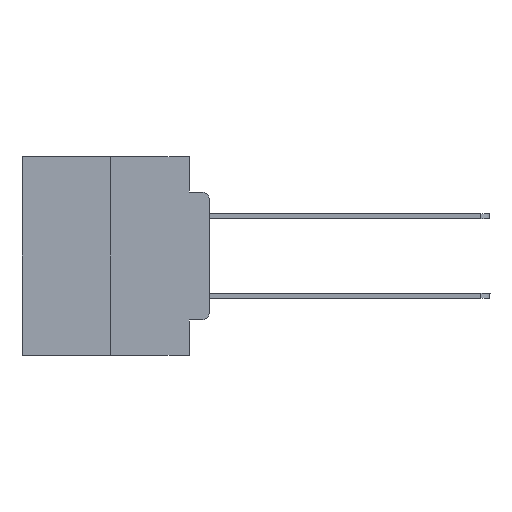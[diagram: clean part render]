
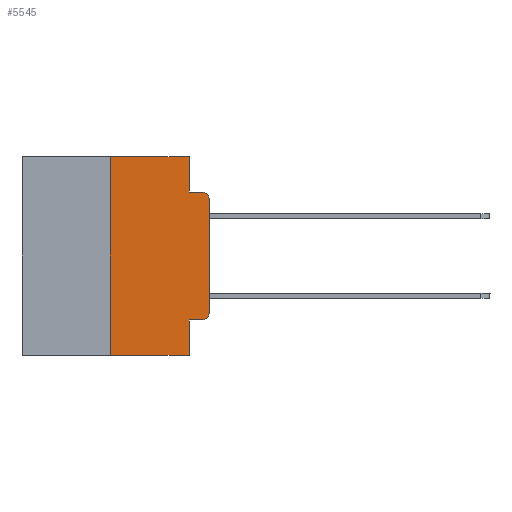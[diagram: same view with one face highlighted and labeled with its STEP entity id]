
A CAD part, left-side view. The second image highlights one B-rep face of the part: STEP entity #5545.
In plain terms, the highlighted planar face has unit normal (-1, 0, 0).
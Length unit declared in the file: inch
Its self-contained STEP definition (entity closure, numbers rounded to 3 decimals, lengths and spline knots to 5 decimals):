
#149 = DIRECTION ( 'NONE',  ( -1., 0., 0. ) ) ;
#460 = ORIENTED_EDGE ( 'NONE', *, *, #27157, .F. ) ;
#1343 = CARTESIAN_POINT ( 'NONE',  ( 0., 0.051, -0.4115 ) ) ;
#1882 = EDGE_LOOP ( 'NONE', ( #24061, #29255, #6754, #460, #28959, #17254, #14362, #3557, #16420, #9905 ) ) ;
#3178 = CARTESIAN_POINT ( 'NONE',  ( 0., 0.051, -0.5 ) ) ;
#3193 = VERTEX_POINT ( 'NONE', #18205 ) ;
#3557 = ORIENTED_EDGE ( 'NONE', *, *, #9244, .F. ) ;
#3567 = CARTESIAN_POINT ( 'NONE',  ( 0., 0., -0.1085 ) ) ;
#3767 = LINE ( 'NONE', #10771, #25219 ) ;
#3832 = CARTESIAN_POINT ( 'NONE',  ( 0., 0., -0.3915 ) ) ;
#3966 = AXIS2_PLACEMENT_3D ( 'NONE', #9842, #19034, #14724 ) ;
#4040 = VECTOR ( 'NONE', #22521, 39.37008 ) ;
#4170 = CIRCLE ( 'NONE', #20292, 0.02 ) ;
#4398 = CARTESIAN_POINT ( 'NONE',  ( 0., 0.473, -0.5 ) ) ;
#5511 = VECTOR ( 'NONE', #27581, 39.37008 ) ;
#5545 = ADVANCED_FACE ( 'NONE', ( #21103 ), #10123, .F. ) ;
#6754 = ORIENTED_EDGE ( 'NONE', *, *, #27595, .F. ) ;
#7267 = LINE ( 'NONE', #16020, #5511 ) ;
#7774 = VERTEX_POINT ( 'NONE', #19564 ) ;
#7907 = CARTESIAN_POINT ( 'NONE',  ( 0., 0.25, 0. ) ) ;
#8208 = VECTOR ( 'NONE', #27550, 39.37008 ) ;
#8330 = EDGE_CURVE ( 'NONE', #25686, #20479, #8704, .T. ) ;
#8407 = DIRECTION ( 'NONE',  ( 0., 0., 1. ) ) ;
#8704 = LINE ( 'NONE', #28714, #12571 ) ;
#8813 = LINE ( 'NONE', #13414, #25545 ) ;
#9127 = EDGE_CURVE ( 'NONE', #9714, #28690, #22077, .T. ) ;
#9164 = LINE ( 'NONE', #27689, #18812 ) ;
#9170 = LINE ( 'NONE', #4398, #8208 ) ;
#9244 = EDGE_CURVE ( 'NONE', #20488, #21862, #27119, .T. ) ;
#9714 = VERTEX_POINT ( 'NONE', #17893 ) ;
#9842 = CARTESIAN_POINT ( 'NONE',  ( 0., 0.473, 0. ) ) ;
#9905 = ORIENTED_EDGE ( 'NONE', *, *, #25369, .T. ) ;
#10108 = EDGE_CURVE ( 'NONE', #20479, #13186, #12632, .T. ) ;
#10123 = PLANE ( 'NONE',  #3966 ) ;
#10454 = DIRECTION ( 'NONE',  ( -1., 0., 0. ) ) ;
#10771 = CARTESIAN_POINT ( 'NONE',  ( 0., 0.051, -0.4115 ) ) ;
#11610 = DIRECTION ( 'NONE',  ( 0., 0., -1. ) ) ;
#12262 = EDGE_CURVE ( 'NONE', #28690, #7774, #8813, .T. ) ;
#12571 = VECTOR ( 'NONE', #8407, 39.37008 ) ;
#12632 = CIRCLE ( 'NONE', #22105, 0.02 ) ;
#13186 = VERTEX_POINT ( 'NONE', #15526 ) ;
#13414 = CARTESIAN_POINT ( 'NONE',  ( 0., 0.473, 0. ) ) ;
#14362 = ORIENTED_EDGE ( 'NONE', *, *, #17126, .T. ) ;
#14724 = DIRECTION ( 'NONE',  ( 0., 0., -1. ) ) ;
#15526 = CARTESIAN_POINT ( 'NONE',  ( 0., 0.02, -0.0885 ) ) ;
#16020 = CARTESIAN_POINT ( 'NONE',  ( 0., 0.051, 0. ) ) ;
#16103 = EDGE_CURVE ( 'NONE', #20488, #16965, #3767, .T. ) ;
#16420 = ORIENTED_EDGE ( 'NONE', *, *, #16103, .T. ) ;
#16965 = VERTEX_POINT ( 'NONE', #21485 ) ;
#17126 = EDGE_CURVE ( 'NONE', #9714, #21862, #9170, .T. ) ;
#17254 = ORIENTED_EDGE ( 'NONE', *, *, #9127, .F. ) ;
#17562 = DIRECTION ( 'NONE',  ( 0., 0., -1. ) ) ;
#17893 = CARTESIAN_POINT ( 'NONE',  ( 0., 0.25, -0.5 ) ) ;
#18205 = CARTESIAN_POINT ( 'NONE',  ( 0., 0.051, -0.0885 ) ) ;
#18424 = CARTESIAN_POINT ( 'NONE',  ( 0., 0.02, -0.3915 ) ) ;
#18812 = VECTOR ( 'NONE', #27245, 39.37008 ) ;
#19034 = DIRECTION ( 'NONE',  ( 1., 0., 0. ) ) ;
#19564 = CARTESIAN_POINT ( 'NONE',  ( 0., 0.051, 0. ) ) ;
#19941 = DIRECTION ( 'NONE',  ( 0., -1., 0. ) ) ;
#20292 = AXIS2_PLACEMENT_3D ( 'NONE', #18424, #149, #11610 ) ;
#20479 = VERTEX_POINT ( 'NONE', #3567 ) ;
#20488 = VERTEX_POINT ( 'NONE', #1343 ) ;
#21103 = FACE_OUTER_BOUND ( 'NONE', #1882, .T. ) ;
#21485 = CARTESIAN_POINT ( 'NONE',  ( 0., 0.02, -0.4115 ) ) ;
#21862 = VERTEX_POINT ( 'NONE', #3178 ) ;
#22077 = LINE ( 'NONE', #26525, #4040 ) ;
#22105 = AXIS2_PLACEMENT_3D ( 'NONE', #23938, #10454, #17562 ) ;
#22521 = DIRECTION ( 'NONE',  ( 0., 0., 1. ) ) ;
#22528 = VECTOR ( 'NONE', #23264, 39.37008 ) ;
#22672 = CARTESIAN_POINT ( 'NONE',  ( 0., 0.051, 0. ) ) ;
#23264 = DIRECTION ( 'NONE',  ( 0., 0., -1. ) ) ;
#23938 = CARTESIAN_POINT ( 'NONE',  ( 0., 0.02, -0.1085 ) ) ;
#24061 = ORIENTED_EDGE ( 'NONE', *, *, #8330, .T. ) ;
#24398 = DIRECTION ( 'NONE',  ( 0., -1., 0. ) ) ;
#25219 = VECTOR ( 'NONE', #24398, 39.37008 ) ;
#25369 = EDGE_CURVE ( 'NONE', #16965, #25686, #4170, .T. ) ;
#25545 = VECTOR ( 'NONE', #19941, 39.37008 ) ;
#25686 = VERTEX_POINT ( 'NONE', #3832 ) ;
#26525 = CARTESIAN_POINT ( 'NONE',  ( 0., 0.25, 0. ) ) ;
#27119 = LINE ( 'NONE', #22672, #22528 ) ;
#27157 = EDGE_CURVE ( 'NONE', #7774, #3193, #7267, .T. ) ;
#27245 = DIRECTION ( 'NONE',  ( 0., -1., 0. ) ) ;
#27550 = DIRECTION ( 'NONE',  ( 0., -1., 0. ) ) ;
#27581 = DIRECTION ( 'NONE',  ( 0., 0., -1. ) ) ;
#27595 = EDGE_CURVE ( 'NONE', #3193, #13186, #9164, .T. ) ;
#27689 = CARTESIAN_POINT ( 'NONE',  ( 0., 0.051, -0.0885 ) ) ;
#28690 = VERTEX_POINT ( 'NONE', #7907 ) ;
#28714 = CARTESIAN_POINT ( 'NONE',  ( 0., 0., 0. ) ) ;
#28959 = ORIENTED_EDGE ( 'NONE', *, *, #12262, .F. ) ;
#29255 = ORIENTED_EDGE ( 'NONE', *, *, #10108, .T. ) ;
